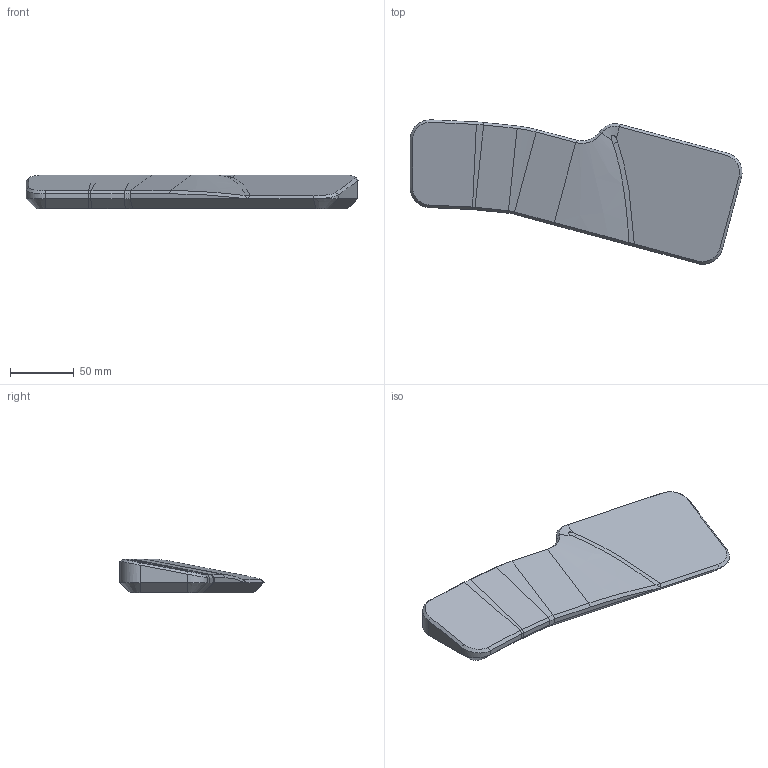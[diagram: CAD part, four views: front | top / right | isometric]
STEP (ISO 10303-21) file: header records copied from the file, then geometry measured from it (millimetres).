
FILE_DESCRIPTION(/* description */ (''),/* implementation_level */ '2;1');
FILE_NAME(/* name */ 'right_rest.step',/* time_stamp */ '2025-07-31T22:58:41+02:00',/* author */ (''),/* organization */ (''),/* preprocessor_version */ 'ST-DEVELOPER v20',/* originating_system */ 'Autodesk Translation Framework v13.20.0.188',/* authorisation */ '');
FILE_SCHEMA (('AUTOMOTIVE_DESIGN { 1 0 10303 214 3 1 1 }'));
Length unit declared in the file: millimetre
Products named in the file (1): the_multiboard
Bounding box: 261.15 x 113.53 x 26.63 mm (x, y, z)
Volume: 371947 mm3; surface area: 49475.2 mm2
Topology: 1 solids, 1 shells, 83 faces, 183 edges, 104 vertices
Faces by surface type: plane 39, cone 20, cylinder 12, bspline 12
Full cylindrical faces by diameter (mm): 10 x2
Entity records: 2580 total; most frequent: CARTESIAN_POINT 794, ORIENTED_EDGE 366, DIRECTION 334, EDGE_CURVE 183, LINE 118, VECTOR 118, AXIS2_PLACEMENT_3D 108, VERTEX_POINT 104
